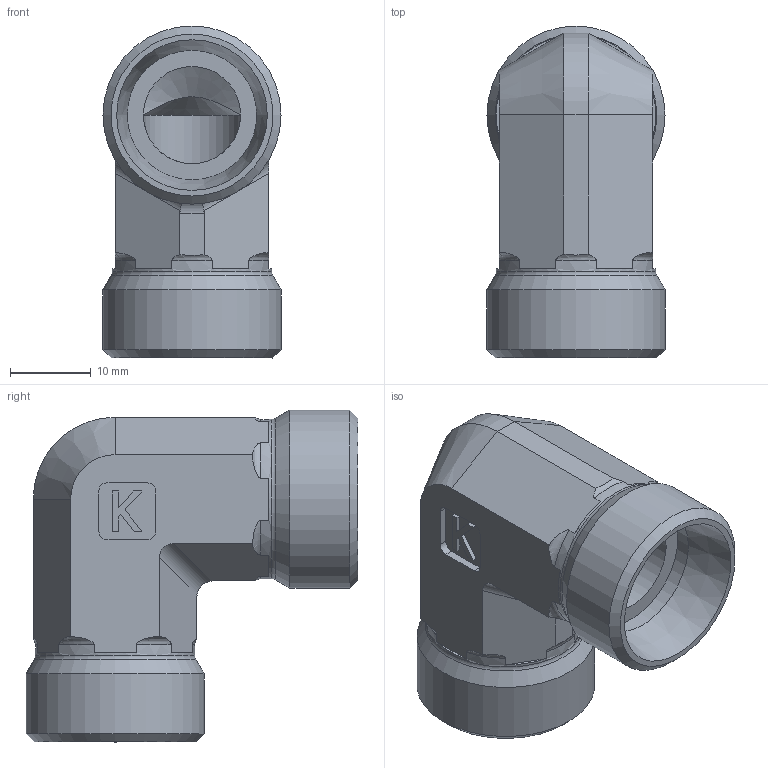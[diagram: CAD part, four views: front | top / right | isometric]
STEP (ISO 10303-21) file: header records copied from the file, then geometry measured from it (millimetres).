
FILE_DESCRIPTION((''),'2;1');
FILE_NAME('351162222.stp','2014-08-13T11:31:07',(''),('KNOMI spol. s r. o.'),'Autodesk Inventor 2012','Autodesk Inventor 2012','');
FILE_SCHEMA(('AUTOMOTIVE_DESIGN { 1 2 10303 214 0 1 1 1 }'));
Length unit declared in the file: millimetre
Products named in the file (1): LS2 Js13 M22x1.5/M22x1
Bounding box: 22 x 41 x 41 mm (x, y, z)
Volume: 11060.4 mm3; surface area: 6740.7 mm2
Topology: 1 solids, 1 shells, 96 faces, 257 edges, 167 vertices
Faces by surface type: plane 56, cylinder 16, torus 14, cone 10
Full cylindrical faces by diameter (mm): 12 x2, 16 x2, 19.7 x2, 22 x2
Entity records: 3072 total; most frequent: CARTESIAN_POINT 744, DIRECTION 472, ORIENTED_EDGE 468, EDGE_CURVE 234, AXIS2_PLACEMENT_3D 170, VERTEX_POINT 160, VECTOR 132, LINE 132
